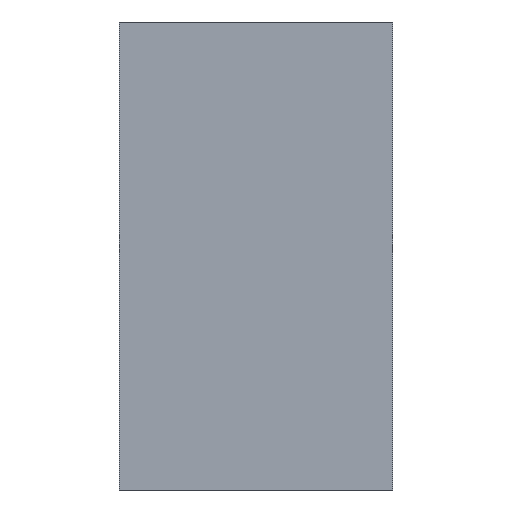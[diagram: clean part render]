
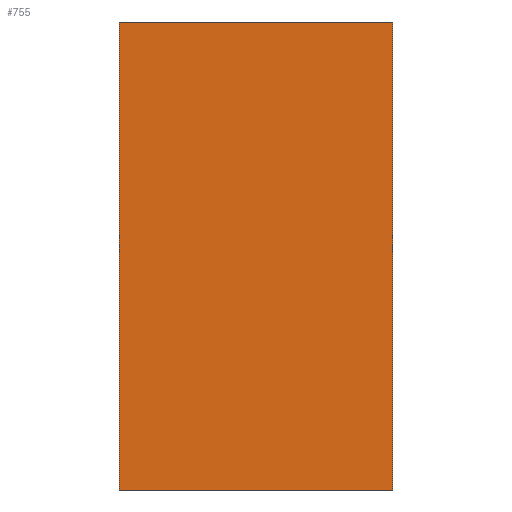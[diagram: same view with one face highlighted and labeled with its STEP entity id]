
A CAD part, left-side view. The second image highlights one B-rep face of the part: STEP entity #755.
In plain terms, the highlighted planar face has unit normal (-1, 0, 0).
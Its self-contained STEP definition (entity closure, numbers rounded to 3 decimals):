
#35 = DIRECTION ( 'NONE',  ( 0., 0., 1. ) ) ;
#50 = DIRECTION ( 'NONE',  ( 0., -1., 0. ) ) ;
#61 = VERTEX_POINT ( 'NONE', #439 ) ;
#73 = CARTESIAN_POINT ( 'NONE',  ( -5., 10., 14.585 ) ) ;
#92 = EDGE_CURVE ( 'NONE', #215, #61, #448, .T. ) ;
#93 = PLANE ( 'NONE',  #499 ) ;
#109 = VECTOR ( 'NONE', #437, 1000. ) ;
#174 = CARTESIAN_POINT ( 'NONE',  ( -5., 0., 14.585 ) ) ;
#182 = ORIENTED_EDGE ( 'NONE', *, *, #836, .T. ) ;
#215 = VERTEX_POINT ( 'NONE', #835 ) ;
#222 = VECTOR ( 'NONE', #35, 1000. ) ;
#226 = VECTOR ( 'NONE', #50, 1000. ) ;
#229 = DIRECTION ( 'NONE',  ( 0., -1., 0. ) ) ;
#270 = CARTESIAN_POINT ( 'NONE',  ( -5., 10., 14.585 ) ) ;
#280 = LINE ( 'NONE', #351, #109 ) ;
#299 = DIRECTION ( 'NONE',  ( 1., 0., 0. ) ) ;
#339 = ORIENTED_EDGE ( 'NONE', *, *, #508, .F. ) ;
#351 = CARTESIAN_POINT ( 'NONE',  ( -5., 10., -2.5 ) ) ;
#379 = CARTESIAN_POINT ( 'NONE',  ( -5., 10., -2.5 ) ) ;
#418 = VERTEX_POINT ( 'NONE', #174 ) ;
#437 = DIRECTION ( 'NONE',  ( 0., 0., 1. ) ) ;
#439 = CARTESIAN_POINT ( 'NONE',  ( -5., 0., -2.5 ) ) ;
#448 = LINE ( 'NONE', #379, #644 ) ;
#499 = AXIS2_PLACEMENT_3D ( 'NONE', #881, #299, #600 ) ;
#508 = EDGE_CURVE ( 'NONE', #619, #418, #625, .T. ) ;
#577 = ORIENTED_EDGE ( 'NONE', *, *, #657, .F. ) ;
#600 = DIRECTION ( 'NONE',  ( 0., 0., -1. ) ) ;
#619 = VERTEX_POINT ( 'NONE', #73 ) ;
#625 = LINE ( 'NONE', #270, #226 ) ;
#644 = VECTOR ( 'NONE', #229, 1000. ) ;
#657 = EDGE_CURVE ( 'NONE', #215, #619, #280, .T. ) ;
#660 = LINE ( 'NONE', #678, #222 ) ;
#678 = CARTESIAN_POINT ( 'NONE',  ( -5., 0., -2.5 ) ) ;
#740 = FACE_OUTER_BOUND ( 'NONE', #840, .T. ) ;
#753 = ORIENTED_EDGE ( 'NONE', *, *, #92, .T. ) ;
#755 = ADVANCED_FACE ( 'NONE', ( #740 ), #93, .F. ) ;
#835 = CARTESIAN_POINT ( 'NONE',  ( -5., 10., -2.5 ) ) ;
#836 = EDGE_CURVE ( 'NONE', #61, #418, #660, .T. ) ;
#840 = EDGE_LOOP ( 'NONE', ( #182, #339, #577, #753 ) ) ;
#881 = CARTESIAN_POINT ( 'NONE',  ( -5., 10., -2.5 ) ) ;
